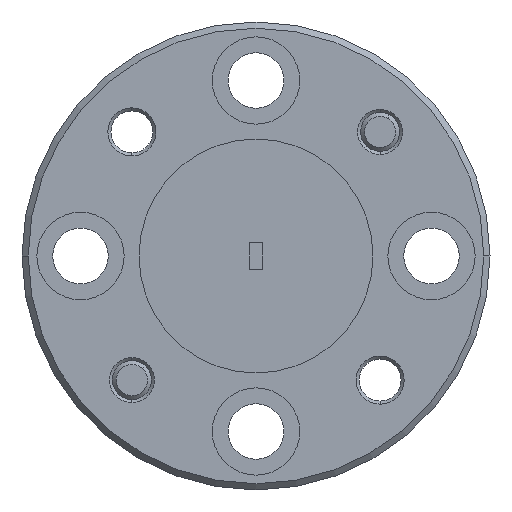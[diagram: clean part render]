
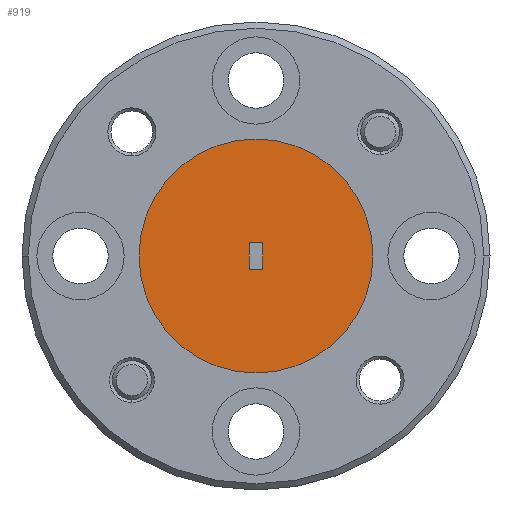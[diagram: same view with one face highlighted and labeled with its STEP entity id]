
A CAD part, left-side view. The second image highlights one B-rep face of the part: STEP entity #919.
In plain terms, the highlighted planar face has unit normal (-1, 0, 0).
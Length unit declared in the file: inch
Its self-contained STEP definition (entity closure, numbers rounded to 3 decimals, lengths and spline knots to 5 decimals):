
#65 = DIRECTION ( 'NONE',  ( 1., 0., 0. ) ) ;
#84 = CIRCLE ( 'NONE', #2294, 0.1875 ) ;
#158 = ORIENTED_EDGE ( 'NONE', *, *, #1497, .F. ) ;
#170 = EDGE_CURVE ( 'NONE', #1911, #729, #540, .T. ) ;
#227 = CARTESIAN_POINT ( 'NONE',  ( 0., 0., 0. ) ) ;
#243 = CARTESIAN_POINT ( 'NONE',  ( 0., 0., 0. ) ) ;
#295 = ORIENTED_EDGE ( 'NONE', *, *, #1623, .F. ) ;
#304 = ORIENTED_EDGE ( 'NONE', *, *, #704, .F. ) ;
#338 = EDGE_LOOP ( 'NONE', ( #304, #2052 ) ) ;
#339 = CARTESIAN_POINT ( 'NONE',  ( 0., 0.01075, -0.0215 ) ) ;
#342 = ORIENTED_EDGE ( 'NONE', *, *, #170, .F. ) ;
#354 = DIRECTION ( 'NONE',  ( 0., -1., 0. ) ) ;
#540 = LINE ( 'NONE', #754, #1316 ) ;
#553 = AXIS2_PLACEMENT_3D ( 'NONE', #227, #65, #2233 ) ;
#555 = DIRECTION ( 'NONE',  ( 0., 1., 0. ) ) ;
#692 = VERTEX_POINT ( 'NONE', #965 ) ;
#704 = EDGE_CURVE ( 'NONE', #692, #1704, #1508, .T. ) ;
#710 = DIRECTION ( 'NONE',  ( 0., -1., 0. ) ) ;
#729 = VERTEX_POINT ( 'NONE', #2037 ) ;
#733 = CARTESIAN_POINT ( 'NONE',  ( 0., 0.01075, -0.0215 ) ) ;
#754 = CARTESIAN_POINT ( 'NONE',  ( 0., 0.01075, 0.0215 ) ) ;
#871 = CARTESIAN_POINT ( 'NONE',  ( 0., 0., 0. ) ) ;
#879 = FACE_OUTER_BOUND ( 'NONE', #338, .T. ) ;
#919 = ADVANCED_FACE ( 'NONE', ( #1983, #879 ), #1041, .T. ) ;
#944 = EDGE_LOOP ( 'NONE', ( #158, #1709, #342, #295 ) ) ;
#965 = CARTESIAN_POINT ( 'NONE',  ( 0., 0.1875, 0. ) ) ;
#1030 = EDGE_CURVE ( 'NONE', #729, #1283, #1108, .T. ) ;
#1041 = PLANE ( 'NONE',  #2060 ) ;
#1065 = VECTOR ( 'NONE', #1662, 39.37008 ) ;
#1085 = CARTESIAN_POINT ( 'NONE',  ( 0., 0.01075, -0.0215 ) ) ;
#1108 = LINE ( 'NONE', #1085, #1065 ) ;
#1190 = DIRECTION ( 'NONE',  ( 1., 0., 0. ) ) ;
#1216 = CARTESIAN_POINT ( 'NONE',  ( 0., -0.01075, -0.0215 ) ) ;
#1223 = EDGE_CURVE ( 'NONE', #1704, #692, #84, .T. ) ;
#1283 = VERTEX_POINT ( 'NONE', #339 ) ;
#1301 = VECTOR ( 'NONE', #1919, 39.37008 ) ;
#1316 = VECTOR ( 'NONE', #555, 39.37008 ) ;
#1482 = LINE ( 'NONE', #733, #2249 ) ;
#1491 = CARTESIAN_POINT ( 'NONE',  ( 0., -0.01075, 0.0215 ) ) ;
#1497 = EDGE_CURVE ( 'NONE', #1283, #2061, #1482, .T. ) ;
#1508 = CIRCLE ( 'NONE', #553, 0.1875 ) ;
#1586 = CARTESIAN_POINT ( 'NONE',  ( 0., -0.1875, 0. ) ) ;
#1623 = EDGE_CURVE ( 'NONE', #2061, #1911, #2282, .T. ) ;
#1662 = DIRECTION ( 'NONE',  ( 0., 0., -1. ) ) ;
#1704 = VERTEX_POINT ( 'NONE', #1586 ) ;
#1709 = ORIENTED_EDGE ( 'NONE', *, *, #1030, .F. ) ;
#1725 = DIRECTION ( 'NONE',  ( 0., 1., 0. ) ) ;
#1911 = VERTEX_POINT ( 'NONE', #1491 ) ;
#1919 = DIRECTION ( 'NONE',  ( 0., 0., 1. ) ) ;
#1983 = FACE_BOUND ( 'NONE', #944, .T. ) ;
#2037 = CARTESIAN_POINT ( 'NONE',  ( 0., 0.01075, 0.0215 ) ) ;
#2052 = ORIENTED_EDGE ( 'NONE', *, *, #1223, .F. ) ;
#2060 = AXIS2_PLACEMENT_3D ( 'NONE', #871, #2319, #710 ) ;
#2061 = VERTEX_POINT ( 'NONE', #1216 ) ;
#2233 = DIRECTION ( 'NONE',  ( 0., 1., 0. ) ) ;
#2244 = CARTESIAN_POINT ( 'NONE',  ( 0., -0.01075, -0.0215 ) ) ;
#2249 = VECTOR ( 'NONE', #354, 39.37008 ) ;
#2282 = LINE ( 'NONE', #2244, #1301 ) ;
#2294 = AXIS2_PLACEMENT_3D ( 'NONE', #243, #1190, #1725 ) ;
#2319 = DIRECTION ( 'NONE',  ( -1., 0., 0. ) ) ;
